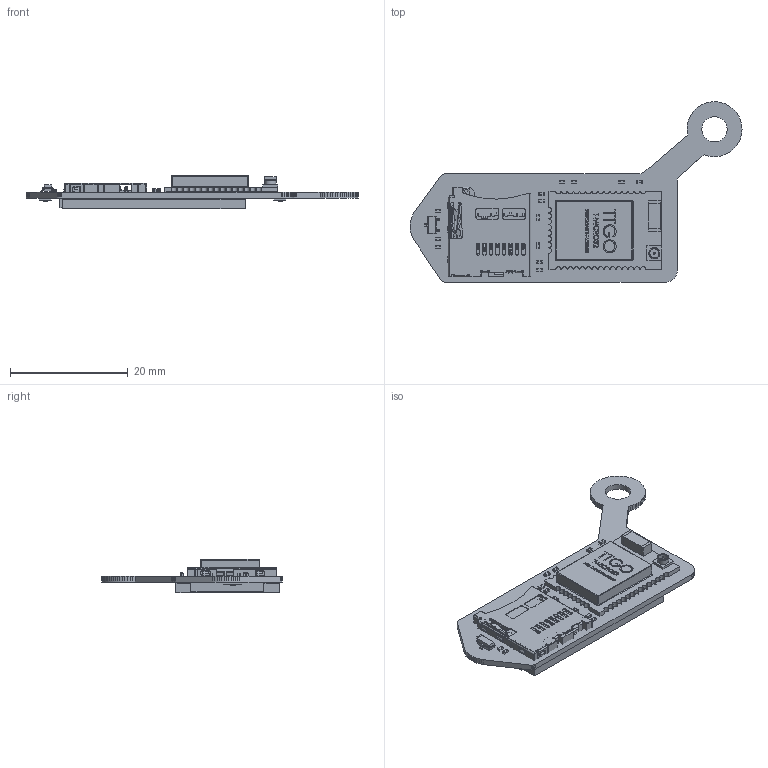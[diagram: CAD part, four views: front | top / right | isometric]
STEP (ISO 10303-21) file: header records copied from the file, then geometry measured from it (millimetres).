
FILE_DESCRIPTION(('KiCad electronic assembly'),'2;1');
FILE_NAME('switch.step','2023-12-11T19:55:18',('Pcbnew'),('Kicad'), 'Open CASCADE STEP processor 7.7','KiCad to STEP converter','Unknown' );
FILE_SCHEMA(('AUTOMOTIVE_DESIGN { 1 0 10303 214 1 1 1 1 }'));
Length unit declared in the file: millimetre
Products named in the file (16): switch 1; R_0402_1005Metric; SOLID; SOT-23; C_0402_1005Metric; microSD_HC_Molex_47352-1001; COMPOUND; ESP32-ttgo-32-micro; SW_SPST_E-switch_ETL3780AF240QG; ZJY114; switch PCB
Assembly tree (27 placements, depth 3):
  switch 1
    R_0402_1005Metric  x10
      SOLID
    SOT-23
      SOLID
    C_0402_1005Metric  x3
      SOLID
    microSD_HC_Molex_47352-1001
      COMPOUND
    ESP32-ttgo-32-micro
      COMPOUND
    SW_SPST_E-switch_ETL3780AF240QG  x2
      COMPOUND
    ZJY114
      SOLID
    switch PCB
Bounding box: 56.4 x 30.67 x 5.63 mm (x, y, z)
Volume: 2354.5 mm3; surface area: 5328.6 mm2
Topology: 22 solids, 26 shells, 2842 faces, 7647 edges, 4930 vertices
Faces by surface type: plane 1695, cylinder 674, bspline 277, torus 94, cone 54, sphere 44, extrusion 2, revolution 2
Full cylindrical faces by diameter (mm): 1 x2, 4.3 x1
Entity records: 226215 total; most frequent: CARTESIAN_POINT 96215, DIRECTION 22481, VECTOR 15186, LINE 15184, ORIENTED_EDGE 13274, PCURVE 13274, DEFINITIONAL_REPRESENTATION 13274, EDGE_CURVE 6637
